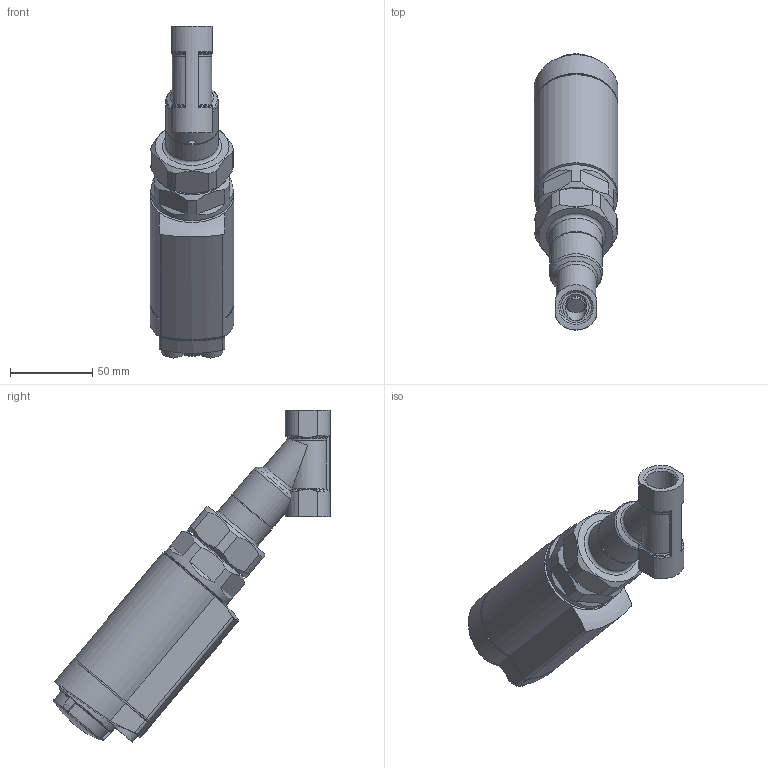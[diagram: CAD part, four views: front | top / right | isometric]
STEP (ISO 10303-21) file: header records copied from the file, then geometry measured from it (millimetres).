
FILE_DESCRIPTION(/* description */ ('STEP AP214'),/* implementation_level */ '2;1');
FILE_NAME(/* name */ '8060527_VZXA-B-TS6-13-M2-V13T-30-K-46-17-V4',/* time_stamp */ '2024-09-13T10:19:41+02:00',/* author */ ('License CC BY-ND 4.0'),/* organization */ ('CADENAS'),/* preprocessor_version */ 'ST-DEVELOPER v19.3',/* originating_system */ 'PARTsolutions',/* authorisation */ ' ');
FILE_SCHEMA (('AUTOMOTIVE_DESIGN {1 0 10303 214 3 1 1}'));
Length unit declared in the file: millimetre
Products named in the file (6): 8060527 VZXA-B-TS6-13-M2-V13T-30-K-46-17-V4---(0); 3539411 VZZA---T-S6-13-M2-V13-T; 8083959 DFPK-46-17-V4_housing---(0); 3539413 DFPK-46---(-_V4cap); 2284889 DFPK---(cover); 3465682 DFP_ec
Assembly tree (5 placements, depth 2):
  8060527 VZXA-B-TS6-13-M2-V13T-30-K-46-17-V4---(0)
    3539411 VZZA---T-S6-13-M2-V13-T
    8083959 DFPK-46-17-V4_housing---(0)
    3539413 DFPK-46---(-_V4cap)
    2284889 DFPK---(cover)
    3465682 DFP_ec
Bounding box: 50.99 x 168.18 x 201.81 mm (x, y, z)
Volume: 296401.4 mm3; surface area: 83077.5 mm2
Topology: 4 solids, 5 shells, 464 faces, 1124 edges, 720 vertices
Faces by surface type: plane 182, cylinder 139, cone 71, torus 64, sphere 8
Full cylindrical faces by diameter (mm): 3 x2, 4 x2, 5.8 x2, 6 x2, 7 x2, 7.2 x2, 8.2 x1, 8.376 x1, 8.566 x2, 9.8 x1, 10 x4, 10.15 x2, 11 x1, 11.8 x1, 15 x2, 16 x5, 16.2 x1, 18.2 x1, 18.631 x2, 20 x1, 28 x1, 28.5 x1, 32 x2, 33.1 x1, 33.376 x1, 33.835 x1, 36 x1, 37 x2, 37.8 x1, 37.835 x1
Entity records: 14249 total; most frequent: CARTESIAN_POINT 2895, DIRECTION 2150, ORIENTED_EDGE 1850, AXIS2_PLACEMENT_3D 936, EDGE_CURVE 925, VERTEX_POINT 676, EDGE_LOOP 671, FACE_BOUND 671
